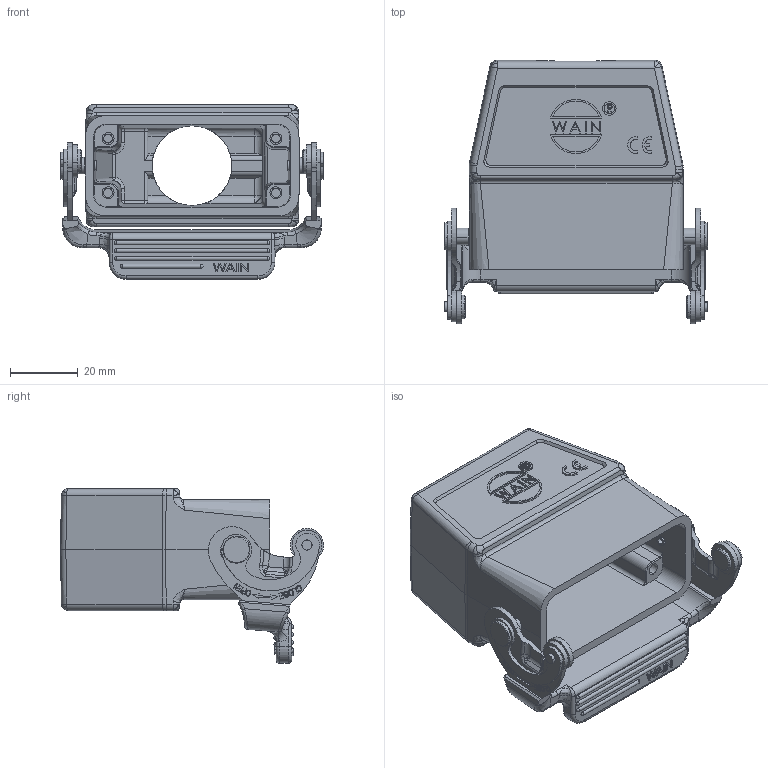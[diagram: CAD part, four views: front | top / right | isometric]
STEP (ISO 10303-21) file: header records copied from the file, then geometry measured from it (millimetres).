
FILE_DESCRIPTION((''),'2;1');
FILE_NAME('BREP_WITH_VOIDS_46366','2024-01-26T',('11539'),(''),'PRO/ENGINEER BY PARAMETRIC TECHNOLOGY CORPORATION, 2012480','PRO/ENGINEER BY PARAMETRIC TECHNOLOGY CORPORATION, 2012480','');
FILE_SCHEMA(('CONFIG_CONTROL_DESIGN'));
Products named in the file (1): BREP_WITH_VOIDS_46366
Bounding box: 77.7 x 77.59 x 51.53 mm (x, y, z)
Volume: 60653.7 mm3; surface area: 30908.8 mm2
Topology: 1 solids, 13 shells, 1259 faces, 3363 edges, 2188 vertices
Faces by surface type: plane 582, cylinder 269, extrusion 224, bspline 93, sphere 43, cone 26, torus 22
Entity records: 46885 total; most frequent: CARTESIAN_POINT 17072, ORIENTED_EDGE 6638, DIRECTION 5222, EDGE_CURVE 3319, VERTEX_POINT 2188, VECTOR 2028, LINE 1804, AXIS2_PLACEMENT_3D 1597
